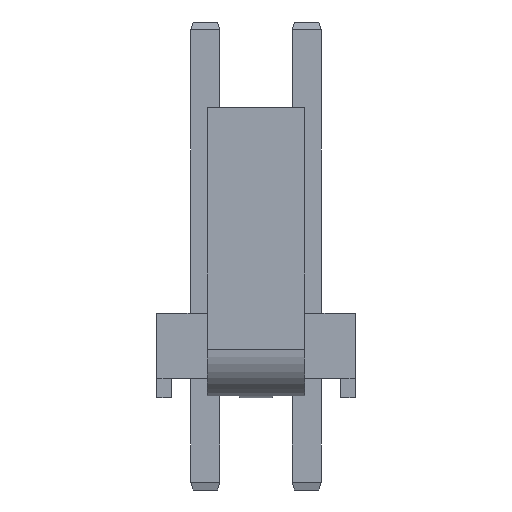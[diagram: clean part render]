
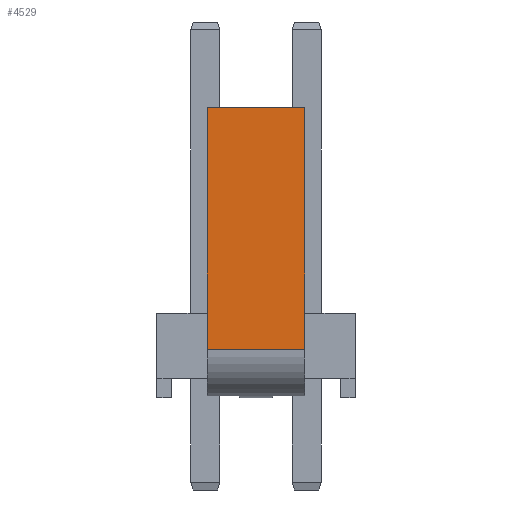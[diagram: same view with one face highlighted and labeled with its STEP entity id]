
A CAD part, front view. The second image highlights one B-rep face of the part: STEP entity #4529.
In plain terms, the highlighted planar face has unit normal (0, -1, 0).
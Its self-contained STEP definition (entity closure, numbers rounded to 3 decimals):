
#1156 = PLANE('',#1157);
#1157 = AXIS2_PLACEMENT_3D('',#1158,#1159,#1160);
#1158 = CARTESIAN_POINT('',(3.885,-4.9,13.935));
#1159 = DIRECTION('',(-1.,0.,0.));
#1160 = DIRECTION('',(-0.,0.,-1.));
#1322 = PLANE('',#1323);
#1323 = AXIS2_PLACEMENT_3D('',#1324,#1325,#1326);
#1324 = CARTESIAN_POINT('',(0.075,-4.9,-0.695));
#1325 = DIRECTION('',(1.,0.,0.));
#1326 = DIRECTION('',(0.,0.,1.));
#2464 = EDGE_CURVE('',#2465,#2467,#2469,.T.);
#2465 = VERTEX_POINT('',#2466);
#2466 = CARTESIAN_POINT('',(0.075,-4.9,1.91));
#2467 = VERTEX_POINT('',#2468);
#2468 = CARTESIAN_POINT('',(0.075,-4.9,11.33));
#2469 = SURFACE_CURVE('',#2470,(#2474,#2481),.PCURVE_S1.);
#2470 = LINE('',#2471,#2472);
#2471 = CARTESIAN_POINT('',(0.075,-4.9,-0.695));
#2472 = VECTOR('',#2473,1.);
#2473 = DIRECTION('',(0.,0.,1.));
#2474 = PCURVE('',#1322,#2475);
#2475 = DEFINITIONAL_REPRESENTATION('',(#2476),#2480);
#2476 = LINE('',#2477,#2478);
#2477 = CARTESIAN_POINT('',(0.,0.));
#2478 = VECTOR('',#2479,1.);
#2479 = DIRECTION('',(1.,0.));
#2480 = ( GEOMETRIC_REPRESENTATION_CONTEXT(2)
PARAMETRIC_REPRESENTATION_CONTEXT() REPRESENTATION_CONTEXT('2D SPACE',''
) );
#2481 = PCURVE('',#2482,#2487);
#2482 = PLANE('',#2483);
#2483 = AXIS2_PLACEMENT_3D('',#2484,#2485,#2486);
#2484 = CARTESIAN_POINT('',(5.865,-4.9,11.33));
#2485 = DIRECTION('',(0.,-1.,0.));
#2486 = DIRECTION('',(-0.,0.,-1.));
#2487 = DEFINITIONAL_REPRESENTATION('',(#2488),#2492);
#2488 = LINE('',#2489,#2490);
#2489 = CARTESIAN_POINT('',(12.025,-5.79));
#2490 = VECTOR('',#2491,1.);
#2491 = DIRECTION('',(-1.,0.));
#2492 = ( GEOMETRIC_REPRESENTATION_CONTEXT(2)
PARAMETRIC_REPRESENTATION_CONTEXT() REPRESENTATION_CONTEXT('2D SPACE',''
) );
#2511 = CYLINDRICAL_SURFACE('',#2512,1.948);
#2512 = AXIS2_PLACEMENT_3D('',#2513,#2514,#2515);
#2513 = CARTESIAN_POINT('',(5.865,-2.953,1.947));
#2514 = DIRECTION('',(1.,0.,0.));
#2515 = DIRECTION('',(0.,-1.,
-0.019));
#2743 = PLANE('',#2744);
#2744 = AXIS2_PLACEMENT_3D('',#2745,#2746,#2747);
#2745 = CARTESIAN_POINT('',(5.865,-4.13,11.33));
#2746 = DIRECTION('',(0.,0.,1.));
#2747 = DIRECTION('',(0.,-1.,0.));
#2925 = EDGE_CURVE('',#2926,#2928,#2930,.T.);
#2926 = VERTEX_POINT('',#2927);
#2927 = CARTESIAN_POINT('',(3.885,-4.9,11.33));
#2928 = VERTEX_POINT('',#2929);
#2929 = CARTESIAN_POINT('',(3.885,-4.9,1.91));
#2930 = SURFACE_CURVE('',#2931,(#2935,#2942),.PCURVE_S1.);
#2931 = LINE('',#2932,#2933);
#2932 = CARTESIAN_POINT('',(3.885,-4.9,13.935));
#2933 = VECTOR('',#2934,1.);
#2934 = DIRECTION('',(0.,-0.,-1.));
#2935 = PCURVE('',#1156,#2936);
#2936 = DEFINITIONAL_REPRESENTATION('',(#2937),#2941);
#2937 = LINE('',#2938,#2939);
#2938 = CARTESIAN_POINT('',(0.,0.));
#2939 = VECTOR('',#2940,1.);
#2940 = DIRECTION('',(1.,0.));
#2941 = ( GEOMETRIC_REPRESENTATION_CONTEXT(2)
PARAMETRIC_REPRESENTATION_CONTEXT() REPRESENTATION_CONTEXT('2D SPACE',''
) );
#2942 = PCURVE('',#2482,#2943);
#2943 = DEFINITIONAL_REPRESENTATION('',(#2944),#2948);
#2944 = LINE('',#2945,#2946);
#2945 = CARTESIAN_POINT('',(-2.605,-1.98));
#2946 = VECTOR('',#2947,1.);
#2947 = DIRECTION('',(1.,0.));
#2948 = ( GEOMETRIC_REPRESENTATION_CONTEXT(2)
PARAMETRIC_REPRESENTATION_CONTEXT() REPRESENTATION_CONTEXT('2D SPACE',''
) );
#4529 = ADVANCED_FACE('',(#4530),#2482,.T.);
#4530 = FACE_BOUND('',#4531,.T.);
#4531 = EDGE_LOOP('',(#4532,#4533,#4554,#4555));
#4532 = ORIENTED_EDGE('',*,*,#2925,.F.);
#4533 = ORIENTED_EDGE('',*,*,#4534,.T.);
#4534 = EDGE_CURVE('',#2926,#2467,#4535,.T.);
#4535 = SURFACE_CURVE('',#4536,(#4540,#4547),.PCURVE_S1.);
#4536 = LINE('',#4537,#4538);
#4537 = CARTESIAN_POINT('',(5.865,-4.9,11.33));
#4538 = VECTOR('',#4539,1.);
#4539 = DIRECTION('',(-1.,0.,0.));
#4540 = PCURVE('',#2482,#4541);
#4541 = DEFINITIONAL_REPRESENTATION('',(#4542),#4546);
#4542 = LINE('',#4543,#4544);
#4543 = CARTESIAN_POINT('',(0.,0.));
#4544 = VECTOR('',#4545,1.);
#4545 = DIRECTION('',(0.,-1.));
#4546 = ( GEOMETRIC_REPRESENTATION_CONTEXT(2)
PARAMETRIC_REPRESENTATION_CONTEXT() REPRESENTATION_CONTEXT('2D SPACE',''
) );
#4547 = PCURVE('',#2743,#4548);
#4548 = DEFINITIONAL_REPRESENTATION('',(#4549),#4553);
#4549 = LINE('',#4550,#4551);
#4550 = CARTESIAN_POINT('',(0.77,0.));
#4551 = VECTOR('',#4552,1.);
#4552 = DIRECTION('',(0.,-1.));
#4553 = ( GEOMETRIC_REPRESENTATION_CONTEXT(2)
PARAMETRIC_REPRESENTATION_CONTEXT() REPRESENTATION_CONTEXT('2D SPACE',''
) );
#4554 = ORIENTED_EDGE('',*,*,#2464,.F.);
#4555 = ORIENTED_EDGE('',*,*,#4556,.F.);
#4556 = EDGE_CURVE('',#2928,#2465,#4557,.T.);
#4557 = SURFACE_CURVE('',#4558,(#4562,#4569),.PCURVE_S1.);
#4558 = LINE('',#4559,#4560);
#4559 = CARTESIAN_POINT('',(5.865,-4.9,1.91));
#4560 = VECTOR('',#4561,1.);
#4561 = DIRECTION('',(-1.,0.,0.));
#4562 = PCURVE('',#2482,#4563);
#4563 = DEFINITIONAL_REPRESENTATION('',(#4564),#4568);
#4564 = LINE('',#4565,#4566);
#4565 = CARTESIAN_POINT('',(9.42,0.));
#4566 = VECTOR('',#4567,1.);
#4567 = DIRECTION('',(0.,-1.));
#4568 = ( GEOMETRIC_REPRESENTATION_CONTEXT(2)
PARAMETRIC_REPRESENTATION_CONTEXT() REPRESENTATION_CONTEXT('2D SPACE',''
) );
#4569 = PCURVE('',#2511,#4570);
#4570 = DEFINITIONAL_REPRESENTATION('',(#4571),#4575);
#4571 = LINE('',#4572,#4573);
#4572 = CARTESIAN_POINT('',(0.,0.));
#4573 = VECTOR('',#4574,1.);
#4574 = DIRECTION('',(0.,-1.));
#4575 = ( GEOMETRIC_REPRESENTATION_CONTEXT(2)
PARAMETRIC_REPRESENTATION_CONTEXT() REPRESENTATION_CONTEXT('2D SPACE',''
) );
